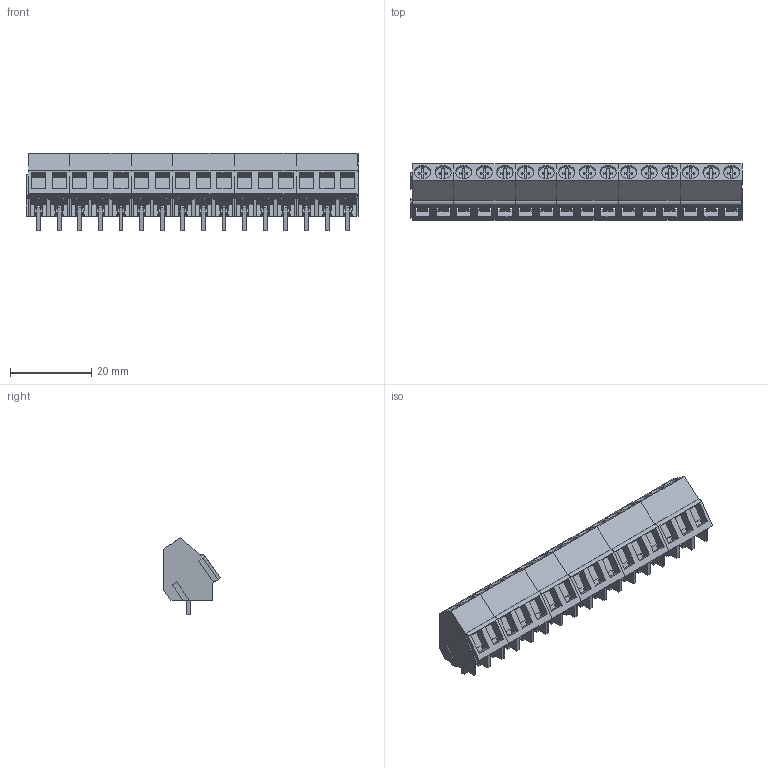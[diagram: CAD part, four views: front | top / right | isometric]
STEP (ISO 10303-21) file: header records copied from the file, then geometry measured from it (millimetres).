
FILE_DESCRIPTION(('CATIA V5 STEP Exchange','CAx-IF Rec.Pracs.--- Model Styling and Organization---1.2---2011-12-15'),'2;1');
FILE_NAME ('D1465165_0_9994670000_9994670000.stp','2018-03-31T05:02:25+00:00',('none'),('Weidmueller'),'CATIA Version 5-6 Release 2014','CATIA V5 STEP AP214','none');
FILE_SCHEMA(('AUTOMOTIVE_DESIGN { 1 0 10303 214 1 1 1 1 }'));
Length unit declared in the file: millimetre
Products named in the file (1): 9994670000
Bounding box: 81.83 x 13.9 x 19 mm (x, y, z)
Volume: 9418.3 mm3; surface area: 10859.1 mm2
Topology: 38 solids, 38 shells, 1314 faces, 3666 edges, 2444 vertices
Faces by surface type: plane 1212, cylinder 102
Entity records: 39565 total; most frequent: ORIENTED_EDGE 7332, CARTESIAN_POINT 7084, DIRECTION 5594, EDGE_CURVE 3666, VECTOR 3398, LINE 3398, VERTEX_POINT 2444, EDGE_LOOP 1362
